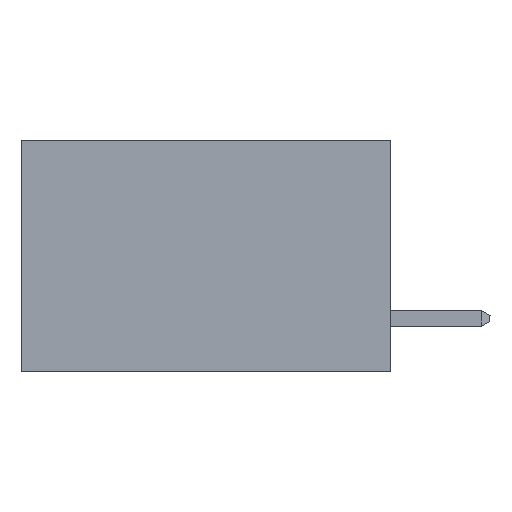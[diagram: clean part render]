
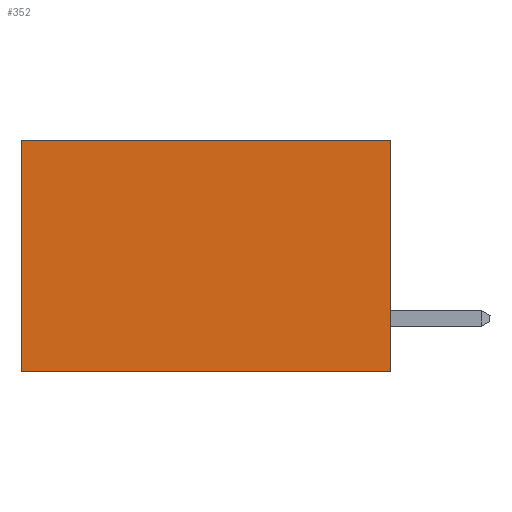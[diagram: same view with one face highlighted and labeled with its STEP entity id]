
A CAD part, left-side view. The second image highlights one B-rep face of the part: STEP entity #352.
In plain terms, the highlighted planar face has unit normal (-1, 0, 0).
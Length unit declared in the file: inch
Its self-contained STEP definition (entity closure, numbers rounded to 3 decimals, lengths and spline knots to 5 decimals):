
#352 = ADVANCED_FACE ( 'NONE', ( #9155 ), #7574, .F. ) ;
#666 = ORIENTED_EDGE ( 'NONE', *, *, #9107, .T. ) ;
#1108 = VERTEX_POINT ( 'NONE', #4514 ) ;
#1293 = AXIS2_PLACEMENT_3D ( 'NONE', #3936, #8223, #3347 ) ;
#1418 = CARTESIAN_POINT ( 'NONE',  ( 0.277, 0., -0.37 ) ) ;
#1819 = LINE ( 'NONE', #1418, #5396 ) ;
#1951 = DIRECTION ( 'NONE',  ( 0., 0., -1. ) ) ;
#1992 = LINE ( 'NONE', #7310, #7379 ) ;
#2436 = ORIENTED_EDGE ( 'NONE', *, *, #6417, .F. ) ;
#2782 = ORIENTED_EDGE ( 'NONE', *, *, #5628, .T. ) ;
#2891 = ORIENTED_EDGE ( 'NONE', *, *, #3356, .F. ) ;
#2892 = DIRECTION ( 'NONE',  ( 0., 1., 0. ) ) ;
#2956 = CARTESIAN_POINT ( 'NONE',  ( 0.277, 0., -0.37 ) ) ;
#2983 = DIRECTION ( 'NONE',  ( 0., 1., 0. ) ) ;
#3347 = DIRECTION ( 'NONE',  ( 0., 0., -1. ) ) ;
#3356 = EDGE_CURVE ( 'NONE', #7994, #8151, #1819, .T. ) ;
#3936 = CARTESIAN_POINT ( 'NONE',  ( 0.277, 0., -0.37 ) ) ;
#4358 = VECTOR ( 'NONE', #2892, 39.37008 ) ;
#4417 = LINE ( 'NONE', #2956, #4826 ) ;
#4427 = CARTESIAN_POINT ( 'NONE',  ( 0.277, 0., 0. ) ) ;
#4514 = CARTESIAN_POINT ( 'NONE',  ( 0.277, 0.59, -0.37 ) ) ;
#4826 = VECTOR ( 'NONE', #2983, 39.37008 ) ;
#5396 = VECTOR ( 'NONE', #1951, 39.37008 ) ;
#5628 = EDGE_CURVE ( 'NONE', #8064, #1108, #1992, .T. ) ;
#5732 = EDGE_LOOP ( 'NONE', ( #2782, #2436, #2891, #666 ) ) ;
#5956 = CARTESIAN_POINT ( 'NONE',  ( 0.277, 0., 0. ) ) ;
#6417 = EDGE_CURVE ( 'NONE', #8151, #1108, #4417, .T. ) ;
#6692 = CARTESIAN_POINT ( 'NONE',  ( 0.277, 0.59, 0. ) ) ;
#6777 = CARTESIAN_POINT ( 'NONE',  ( 0.277, 0., -0.37 ) ) ;
#7310 = CARTESIAN_POINT ( 'NONE',  ( 0.277, 0.59, -0.37 ) ) ;
#7360 = DIRECTION ( 'NONE',  ( 0., 0., -1. ) ) ;
#7379 = VECTOR ( 'NONE', #7360, 39.37008 ) ;
#7574 = PLANE ( 'NONE',  #1293 ) ;
#7722 = LINE ( 'NONE', #4427, #4358 ) ;
#7994 = VERTEX_POINT ( 'NONE', #5956 ) ;
#8064 = VERTEX_POINT ( 'NONE', #6692 ) ;
#8151 = VERTEX_POINT ( 'NONE', #6777 ) ;
#8223 = DIRECTION ( 'NONE',  ( 1., 0., 0. ) ) ;
#9107 = EDGE_CURVE ( 'NONE', #7994, #8064, #7722, .T. ) ;
#9155 = FACE_OUTER_BOUND ( 'NONE', #5732, .T. ) ;
